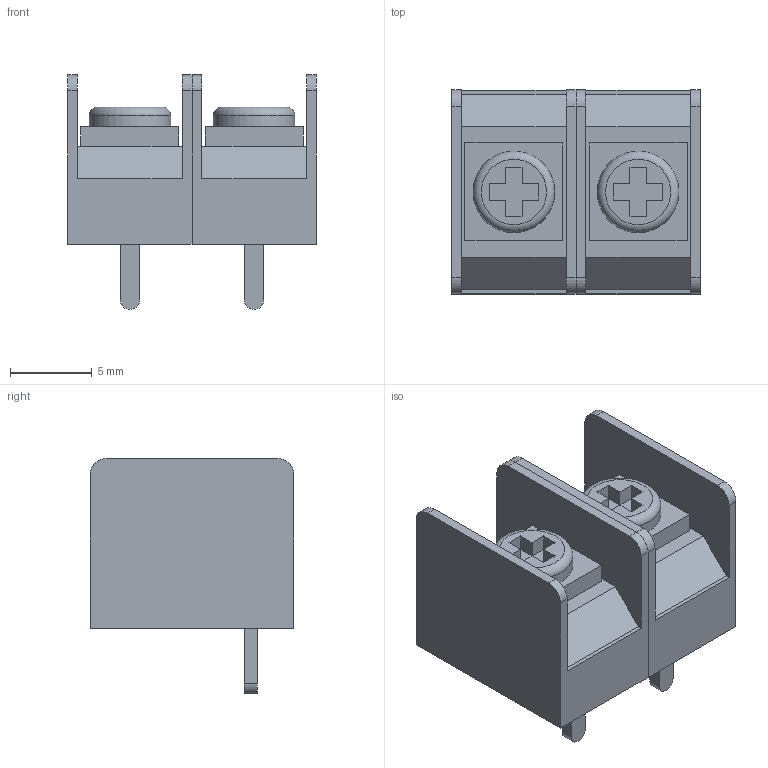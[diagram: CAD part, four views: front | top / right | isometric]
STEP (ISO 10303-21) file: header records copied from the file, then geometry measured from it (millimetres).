
FILE_DESCRIPTION(('STEP AP214'),'1');
FILE_NAME('BR-76231C-02.stp','2020-01-10T22:44:23',(' '),(' '),'Spatial InterOp 3D',' ',' ');
FILE_SCHEMA(('AUTOMOTIVE_DESIGN { 1 0 10303 214 1 1 1 1 }'));
Length unit declared in the file: millimetre
Products named in the file (2): Part1
Assembly tree (2 placements, depth 2):
  (unnamed)
    Part1  x2
Bounding box: 15.24 x 12.5 x 14.4 mm (x, y, z)
Volume: 1339.1 mm3; surface area: 1452.3 mm2
Topology: 2 solids, 2 shells, 90 faces, 232 edges, 154 vertices
Faces by surface type: plane 74, cylinder 14, torus 2
Full cylindrical faces by diameter (mm): 5 x2
Entity records: 1758 total; most frequent: CARTESIAN_POINT 239, ORIENTED_EDGE 228, DIRECTION 225, EDGE_CURVE 114, LINE 99, VECTOR 99, VERTEX_POINT 77, AXIS2_PLACEMENT_3D 63
